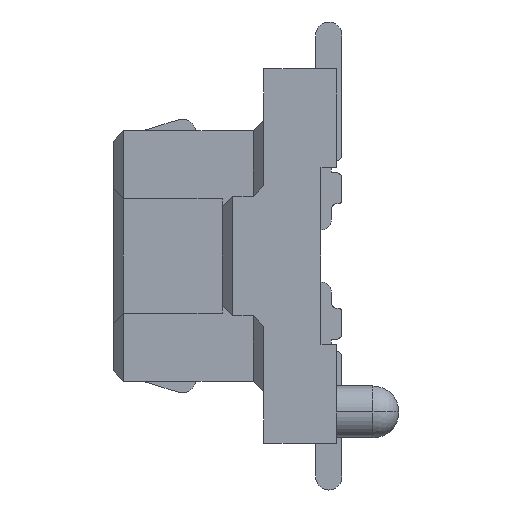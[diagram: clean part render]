
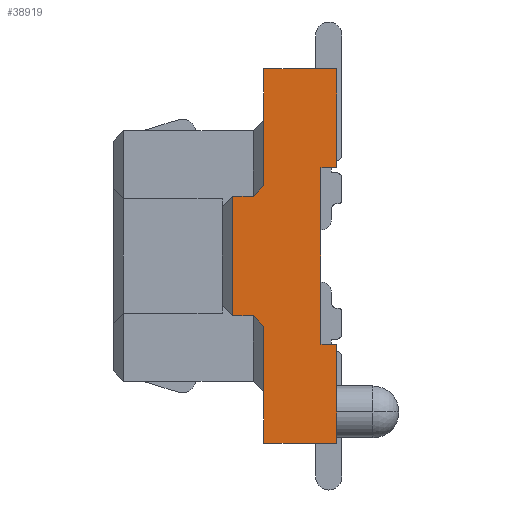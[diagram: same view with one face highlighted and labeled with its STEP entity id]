
A CAD part, left-side view. The second image highlights one B-rep face of the part: STEP entity #38919.
In plain terms, the highlighted planar face has unit normal (-1, 0, 0).
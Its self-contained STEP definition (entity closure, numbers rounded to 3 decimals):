
#25=DIRECTION('',(0.,0.,1.));
#26=VECTOR('',#25,0.95);
#27=CARTESIAN_POINT('',(-7.3,0.,0.85));
#28=LINE('',#27,#26);
#43=DIRECTION('',(0.,0.,1.));
#44=VECTOR('',#43,0.65);
#45=CARTESIAN_POINT('',(-7.3,0.,-1.5));
#46=LINE('',#45,#44);
#59=DIRECTION('',(0.,0.,1.));
#60=VECTOR('',#59,0.3);
#61=CARTESIAN_POINT('',(-7.3,0.,-1.8));
#62=LINE('',#61,#60);
#8513=DIRECTION('',(0.,1.,0.));
#8514=VECTOR('',#8513,0.7);
#8515=CARTESIAN_POINT('',(-7.3,0.,1.8));
#8516=LINE('',#8515,#8514);
#8777=DIRECTION('',(0.,1.,0.));
#8778=VECTOR('',#8777,0.7);
#8779=CARTESIAN_POINT('',(-7.3,0.,-1.8));
#8780=LINE('',#8779,#8778);
#8781=DIRECTION('',(0.,0.,1.));
#8782=VECTOR('',#8781,1.125);
#8783=CARTESIAN_POINT('',(-7.3,0.7,-1.8));
#8784=LINE('',#8783,#8782);
#8785=DIRECTION('',(0.,-1.,0.));
#8786=VECTOR('',#8785,0.2);
#8787=CARTESIAN_POINT('',(-7.3,1.,-0.575));
#8788=LINE('',#8787,#8786);
#8789=DIRECTION('',(0.,0.,-1.));
#8790=VECTOR('',#8789,1.15);
#8791=CARTESIAN_POINT('',(-7.3,1.,0.575));
#8792=LINE('',#8791,#8790);
#8793=DIRECTION('',(0.,-1.,0.));
#8794=VECTOR('',#8793,0.2);
#8795=CARTESIAN_POINT('',(-7.3,1.,0.575));
#8796=LINE('',#8795,#8794);
#8797=DIRECTION('',(0.,0.,1.));
#8798=VECTOR('',#8797,1.125);
#8799=CARTESIAN_POINT('',(-7.3,0.7,0.675));
#8800=LINE('',#8799,#8798);
#8801=DIRECTION('',(0.,1.,0.));
#8802=VECTOR('',#8801,0.15);
#8803=CARTESIAN_POINT('',(-7.3,0.,0.85));
#8804=LINE('',#8803,#8802);
#8805=DIRECTION('',(0.,0.,1.));
#8806=VECTOR('',#8805,1.7);
#8807=CARTESIAN_POINT('',(-7.3,0.15,-0.85));
#8808=LINE('',#8807,#8806);
#8809=DIRECTION('',(0.,1.,0.));
#8810=VECTOR('',#8809,0.15);
#8811=CARTESIAN_POINT('',(-7.3,0.,-0.85));
#8812=LINE('',#8811,#8810);
#8813=DIRECTION('',(0.,-0.707,-0.707));
#8814=VECTOR('',#8813,0.141);
#8815=CARTESIAN_POINT('',(-7.3,0.8,-0.575));
#8816=LINE('',#8815,#8814);
#8933=DIRECTION('',(0.,0.707,-0.707));
#8934=VECTOR('',#8933,0.141);
#8935=CARTESIAN_POINT('',(-7.3,0.7,0.675));
#8936=LINE('',#8935,#8934);
#23305=CARTESIAN_POINT('',(-7.3,0.7,1.8));
#23307=VERTEX_POINT('',#23305);
#23310=CARTESIAN_POINT('',(-7.3,0.7,-1.8));
#23312=VERTEX_POINT('',#23310);
#23313=CARTESIAN_POINT('',(-7.3,0.,-1.8));
#23314=VERTEX_POINT('',#23313);
#23315=CARTESIAN_POINT('',(-7.3,0.,1.8));
#23316=VERTEX_POINT('',#23315);
#23414=CARTESIAN_POINT('',(-7.3,1.,0.575));
#23416=VERTEX_POINT('',#23414);
#23423=CARTESIAN_POINT('',(-7.3,1.,-0.575));
#23424=VERTEX_POINT('',#23423);
#23453=CARTESIAN_POINT('',(-7.3,0.8,-0.575));
#23454=CARTESIAN_POINT('',(-7.3,0.7,-0.675));
#23455=VERTEX_POINT('',#23453);
#23456=VERTEX_POINT('',#23454);
#23461=CARTESIAN_POINT('',(-7.3,0.8,0.575));
#23462=VERTEX_POINT('',#23461);
#23463=CARTESIAN_POINT('',(-7.3,0.7,0.675));
#23464=VERTEX_POINT('',#23463);
#23475=CARTESIAN_POINT('',(-7.3,0.,0.85));
#23476=VERTEX_POINT('',#23475);
#23477=CARTESIAN_POINT('',(-7.3,0.,-0.85));
#23479=VERTEX_POINT('',#23477);
#23489=CARTESIAN_POINT('',(-7.3,0.15,-0.85));
#23490=CARTESIAN_POINT('',(-7.3,0.15,0.85));
#23491=VERTEX_POINT('',#23489);
#23492=VERTEX_POINT('',#23490);
#23513=CARTESIAN_POINT('',(-7.3,0.,-1.5));
#23515=VERTEX_POINT('',#23513);
#38891=CARTESIAN_POINT('',(-7.3,0.,-1.8));
#38892=DIRECTION('',(-1.,0.,0.));
#38893=DIRECTION('',(0.,0.,1.));
#38894=AXIS2_PLACEMENT_3D('',#38891,#38892,#38893);
#38895=PLANE('',#38894);
#38896=ORIENTED_EDGE('',*,*,#30598,.F.);
#38897=ORIENTED_EDGE('',*,*,#30816,.T.);
#38898=ORIENTED_EDGE('',*,*,#32365,.T.);
#38900=ORIENTED_EDGE('',*,*,#38899,.F.);
#38902=ORIENTED_EDGE('',*,*,#38901,.F.);
#38904=ORIENTED_EDGE('',*,*,#38903,.F.);
#38906=ORIENTED_EDGE('',*,*,#38905,.T.);
#38908=ORIENTED_EDGE('',*,*,#38907,.F.);
#38909=ORIENTED_EDGE('',*,*,#32783,.T.);
#38910=ORIENTED_EDGE('',*,*,#38705,.F.);
#38911=ORIENTED_EDGE('',*,*,#30574,.F.);
#38913=ORIENTED_EDGE('',*,*,#38912,.T.);
#38914=ORIENTED_EDGE('',*,*,#38831,.F.);
#38915=ORIENTED_EDGE('',*,*,#38884,.F.);
#38916=ORIENTED_EDGE('',*,*,#30590,.F.);
#38917=EDGE_LOOP('',(#38896,#38897,#38898,#38900,#38902,#38904,#38906,#38908,
#38909,#38910,#38911,#38913,#38914,#38915,#38916));
#38918=FACE_OUTER_BOUND('',#38917,.F.);
#30574=EDGE_CURVE('',#23476,#23316,#28,.T.);
#30590=EDGE_CURVE('',#23515,#23479,#46,.T.);
#30598=EDGE_CURVE('',#23314,#23515,#62,.T.);
#30816=EDGE_CURVE('',#23314,#23312,#8780,.T.);
#32365=EDGE_CURVE('',#23312,#23456,#8784,.T.);
#32783=EDGE_CURVE('',#23464,#23307,#8800,.T.);
#38705=EDGE_CURVE('',#23316,#23307,#8516,.T.);
#38831=EDGE_CURVE('',#23491,#23492,#8808,.T.);
#38884=EDGE_CURVE('',#23479,#23491,#8812,.T.);
#38899=EDGE_CURVE('',#23455,#23456,#8816,.T.);
#38901=EDGE_CURVE('',#23424,#23455,#8788,.T.);
#38903=EDGE_CURVE('',#23416,#23424,#8792,.T.);
#38905=EDGE_CURVE('',#23416,#23462,#8796,.T.);
#38907=EDGE_CURVE('',#23464,#23462,#8936,.T.);
#38912=EDGE_CURVE('',#23476,#23492,#8804,.T.);
#38919=ADVANCED_FACE('',(#38918),#38895,.T.);
